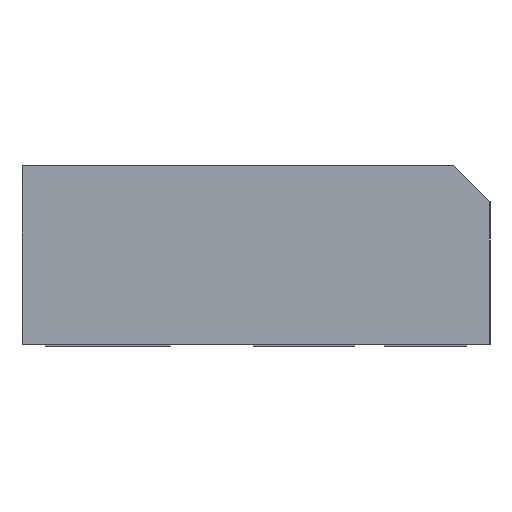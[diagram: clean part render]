
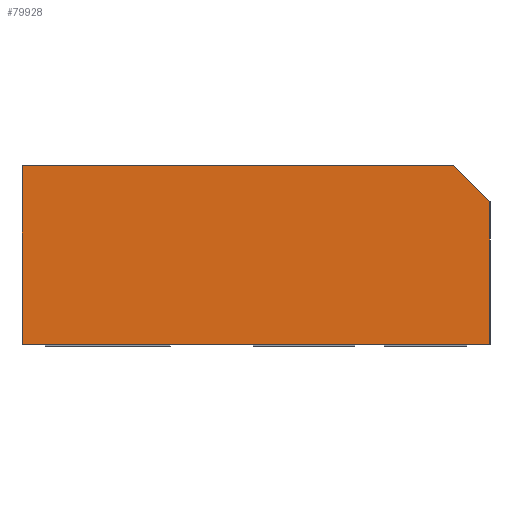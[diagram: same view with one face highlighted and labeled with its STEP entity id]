
A CAD part, left-side view. The second image highlights one B-rep face of the part: STEP entity #79928.
In plain terms, the highlighted planar face has unit normal (-1, 0, 0).
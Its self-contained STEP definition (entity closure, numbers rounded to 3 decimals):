
#36770 = VECTOR ( 'NONE', #49108, 1000. ) ;
#36775 = VECTOR ( 'NONE', #49114, 1000. ) ;
#36777 = VECTOR ( 'NONE', #49117, 1000. ) ;
#36779 = VECTOR ( 'NONE', #49120, 1000. ) ;
#49106 = LINE ( 'NONE', #49107, #36770 ) ;
#49107 = CARTESIAN_POINT ( 'NONE',  ( -12.649, 6.452, 4.928 ) ) ;
#49108 = DIRECTION ( 'NONE',  ( 0., 0., -1. ) ) ;
#49112 = LINE ( 'NONE', #49113, #36775 ) ;
#49113 = CARTESIAN_POINT ( 'NONE',  ( -12.649, -5.456, 4.928 ) ) ;
#49114 = DIRECTION ( 'NONE',  ( 0., 0.707, 0.707 ) ) ;
#49115 = LINE ( 'NONE', #49116, #36777 ) ;
#49116 = CARTESIAN_POINT ( 'NONE',  ( -12.649, -6.451, 4.928 ) ) ;
#49117 = DIRECTION ( 'NONE',  ( 0., 0., -1. ) ) ;
#49118 = LINE ( 'NONE', #49119, #36779 ) ;
#49119 = CARTESIAN_POINT ( 'NONE',  ( -12.649, -6.451, 0. ) ) ;
#49120 = DIRECTION ( 'NONE',  ( 0., -1., 0. ) ) ;
#52146 = VECTOR ( 'NONE', #53911, 1000. ) ;
#52401 = FACE_OUTER_BOUND ( 'NONE', #80397, .T. ) ;
#52407 = AXIS2_PLACEMENT_3D ( 'NONE', #57993, #57994, #57995 ) ;
#53909 = LINE ( 'NONE', #53910, #52146 ) ;
#53910 = CARTESIAN_POINT ( 'NONE',  ( -12.649, -6.451, 4.928 ) ) ;
#53911 = DIRECTION ( 'NONE',  ( 0., -1., 0. ) ) ;
#57992 = PLANE ( 'NONE',  #52407 ) ;
#57993 = CARTESIAN_POINT ( 'NONE',  ( -12.649, -6.451, 4.928 ) ) ;
#57994 = DIRECTION ( 'NONE',  ( 1., 0., 0. ) ) ;
#57995 = DIRECTION ( 'NONE',  ( 0., 0., -1. ) ) ;
#61494 = CARTESIAN_POINT ( 'NONE',  ( -12.649, 6.452, 4.928 ) ) ;
#61495 = CARTESIAN_POINT ( 'NONE',  ( -12.649, -5.456, 4.928 ) ) ;
#61982 = CARTESIAN_POINT ( 'NONE',  ( -12.649, 6.452, 0. ) ) ;
#61983 = CARTESIAN_POINT ( 'NONE',  ( -12.649, -6.451, 3.932 ) ) ;
#61984 = CARTESIAN_POINT ( 'NONE',  ( -12.649, -6.451, 0. ) ) ;
#73894 = ORIENTED_EDGE ( 'NONE', *, *, #78169, .F. ) ;
#73895 = ORIENTED_EDGE ( 'NONE', *, *, #78585, .F. ) ;
#73896 = ORIENTED_EDGE ( 'NONE', *, *, #78168, .T. ) ;
#73897 = ORIENTED_EDGE ( 'NONE', *, *, #78170, .T. ) ;
#73898 = ORIENTED_EDGE ( 'NONE', *, *, #78166, .T. ) ;
#78166 = EDGE_CURVE ( 'NONE', #81239, #81727, #49106, .T. ) ;
#78168 = EDGE_CURVE ( 'NONE', #81728, #81240, #49112, .T. ) ;
#78169 = EDGE_CURVE ( 'NONE', #81728, #81729, #49115, .T. ) ;
#78170 = EDGE_CURVE ( 'NONE', #81727, #81729, #49118, .T. ) ;
#78585 = EDGE_CURVE ( 'NONE', #81239, #81240, #53909, .T. ) ;
#79928 = ADVANCED_FACE ( 'NONE', ( #52401 ), #57992, .F. ) ;
#80397 = EDGE_LOOP ( 'NONE', ( #73894, #73896, #73895, #73898, #73897 ) ) ;
#81239 = VERTEX_POINT ( 'NONE', #61494 ) ;
#81240 = VERTEX_POINT ( 'NONE', #61495 ) ;
#81727 = VERTEX_POINT ( 'NONE', #61982 ) ;
#81728 = VERTEX_POINT ( 'NONE', #61983 ) ;
#81729 = VERTEX_POINT ( 'NONE', #61984 ) ;
